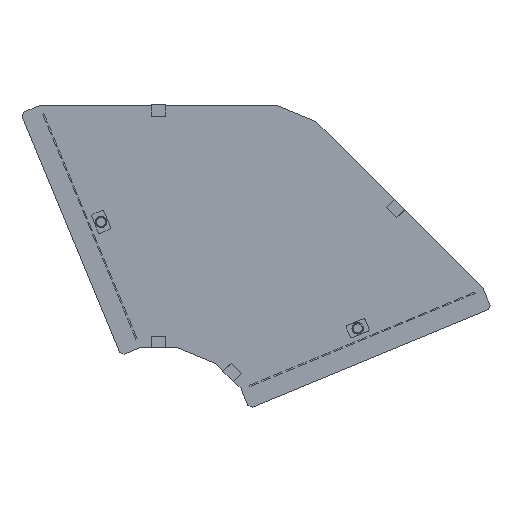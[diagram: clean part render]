
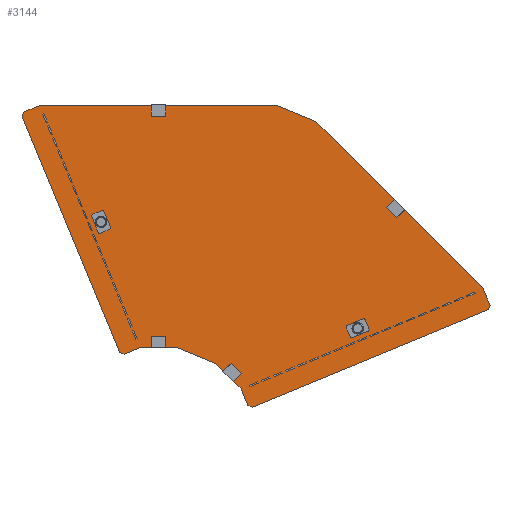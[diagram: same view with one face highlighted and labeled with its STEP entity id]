
A CAD part, top view. The second image highlights one B-rep face of the part: STEP entity #3144.
In plain terms, the highlighted planar face has unit normal (0, 0, 1).
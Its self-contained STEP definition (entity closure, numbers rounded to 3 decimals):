
#194=FACE_OUTER_BOUND('',#350,.T.);
#350=EDGE_LOOP('',(#2465,#2466,#2467,#2468,#2469,#2470,#2471,#2472,#2473,
#2474,#2475,#2476,#2477,#2478,#2479,#2480));
#637=LINE('',#4795,#1097);
#638=LINE('',#4797,#1098);
#639=LINE('',#4799,#1099);
#640=LINE('',#4801,#1100);
#641=LINE('',#4803,#1101);
#642=LINE('',#4805,#1102);
#643=LINE('',#4807,#1103);
#644=LINE('',#4809,#1104);
#645=LINE('',#4811,#1105);
#646=LINE('',#4813,#1106);
#647=LINE('',#4815,#1107);
#648=LINE('',#4817,#1108);
#649=LINE('',#4819,#1109);
#650=LINE('',#4821,#1110);
#651=LINE('',#4823,#1111);
#652=LINE('',#4824,#1112);
#1097=VECTOR('',#3844,1.);
#1098=VECTOR('',#3845,1.);
#1099=VECTOR('',#3846,1.);
#1100=VECTOR('',#3847,1.);
#1101=VECTOR('',#3848,1.);
#1102=VECTOR('',#3849,10.);
#1103=VECTOR('',#3850,1.);
#1104=VECTOR('',#3851,1.);
#1105=VECTOR('',#3852,1.);
#1106=VECTOR('',#3853,1.);
#1107=VECTOR('',#3854,1.);
#1108=VECTOR('',#3855,1.);
#1109=VECTOR('',#3856,1.);
#1110=VECTOR('',#3857,10.);
#1111=VECTOR('',#3858,1.);
#1112=VECTOR('',#3859,1.);
#1557=VERTEX_POINT('',#4793);
#1558=VERTEX_POINT('',#4794);
#1559=VERTEX_POINT('',#4796);
#1560=VERTEX_POINT('',#4798);
#1561=VERTEX_POINT('',#4800);
#1562=VERTEX_POINT('',#4802);
#1563=VERTEX_POINT('',#4804);
#1564=VERTEX_POINT('',#4806);
#1565=VERTEX_POINT('',#4808);
#1566=VERTEX_POINT('',#4810);
#1567=VERTEX_POINT('',#4812);
#1568=VERTEX_POINT('',#4814);
#1569=VERTEX_POINT('',#4816);
#1570=VERTEX_POINT('',#4818);
#1571=VERTEX_POINT('',#4820);
#1572=VERTEX_POINT('',#4822);
#1981=EDGE_CURVE('',#1557,#1558,#637,.T.);
#1982=EDGE_CURVE('',#1557,#1559,#638,.T.);
#1983=EDGE_CURVE('',#1559,#1560,#639,.T.);
#1984=EDGE_CURVE('',#1560,#1561,#640,.T.);
#1985=EDGE_CURVE('',#1562,#1561,#641,.T.);
#1986=EDGE_CURVE('',#1562,#1563,#642,.T.);
#1987=EDGE_CURVE('',#1564,#1563,#643,.F.);
#1988=EDGE_CURVE('',#1564,#1565,#644,.T.);
#1989=EDGE_CURVE('',#1566,#1565,#645,.T.);
#1990=EDGE_CURVE('',#1567,#1566,#646,.T.);
#1991=EDGE_CURVE('',#1567,#1568,#647,.T.);
#1992=EDGE_CURVE('',#1569,#1568,#648,.T.);
#1993=EDGE_CURVE('',#1570,#1569,#649,.T.);
#1994=EDGE_CURVE('',#1571,#1570,#650,.T.);
#1995=EDGE_CURVE('',#1571,#1572,#651,.T.);
#1996=EDGE_CURVE('',#1572,#1558,#652,.T.);
#2465=ORIENTED_EDGE('',*,*,#1981,.F.);
#2466=ORIENTED_EDGE('',*,*,#1982,.T.);
#2467=ORIENTED_EDGE('',*,*,#1983,.T.);
#2468=ORIENTED_EDGE('',*,*,#1984,.T.);
#2469=ORIENTED_EDGE('',*,*,#1985,.F.);
#2470=ORIENTED_EDGE('',*,*,#1986,.T.);
#2471=ORIENTED_EDGE('',*,*,#1987,.F.);
#2472=ORIENTED_EDGE('',*,*,#1988,.T.);
#2473=ORIENTED_EDGE('',*,*,#1989,.F.);
#2474=ORIENTED_EDGE('',*,*,#1990,.F.);
#2475=ORIENTED_EDGE('',*,*,#1991,.T.);
#2476=ORIENTED_EDGE('',*,*,#1992,.F.);
#2477=ORIENTED_EDGE('',*,*,#1993,.F.);
#2478=ORIENTED_EDGE('',*,*,#1994,.F.);
#2479=ORIENTED_EDGE('',*,*,#1995,.T.);
#2480=ORIENTED_EDGE('',*,*,#1996,.T.);
#3000=PLANE('',#3453);
#3144=ADVANCED_FACE('',(#194),#3000,.T.);
#3453=AXIS2_PLACEMENT_3D('',#4792,#3842,#3843);
#3842=DIRECTION('center_axis',(0.,0.,1.));
#3843=DIRECTION('ref_axis',(-0.707,0.707,0.));
#3844=DIRECTION('',(1.,0.,0.));
#3845=DIRECTION('',(-0.924,-0.383,0.));
#3846=DIRECTION('',(-0.383,-0.924,0.));
#3847=DIRECTION('',(0.383,-0.924,0.));
#3848=DIRECTION('',(-0.924,0.383,0.));
#3849=DIRECTION('',(0.924,0.383,0.));
#3850=DIRECTION('',(1.,0.,0.));
#3851=DIRECTION('',(0.924,-0.383,0.));
#3852=DIRECTION('',(-0.707,0.707,0.));
#3853=DIRECTION('',(-0.383,0.924,0.));
#3854=DIRECTION('',(0.924,-0.383,0.));
#3855=DIRECTION('',(-0.924,-0.383,0.));
#3856=DIRECTION('',(-0.383,-0.924,0.));
#3857=DIRECTION('',(0.383,-0.924,0.));
#3858=DIRECTION('',(-0.707,0.707,0.));
#3859=DIRECTION('',(-0.924,0.383,0.));
#4792=CARTESIAN_POINT('Origin',(168.086,60.482,-0.2));
#4793=CARTESIAN_POINT('',(-120.3,476.243,-0.2));
#4794=CARTESIAN_POINT('',(242.278,476.243,-0.2));
#4795=CARTESIAN_POINT('',(-35.755,476.243,-0.2));
#4796=CARTESIAN_POINT('',(-145.799,465.68,-0.2));
#4797=CARTESIAN_POINT('',(-133.049,470.961,-0.2));
#4798=CARTESIAN_POINT('',(-148.505,459.148,-0.2));
#4799=CARTESIAN_POINT('',(-147.152,462.414,-0.2));
#4800=CARTESIAN_POINT('',(1.507,96.987,-0.2));
#4801=CARTESIAN_POINT('',(-73.499,278.067,-0.2));
#4802=CARTESIAN_POINT('',(8.04,94.281,-0.2));
#4803=CARTESIAN_POINT('',(4.774,95.634,-0.2));
#4804=CARTESIAN_POINT('',(33.539,104.843,-0.2));
#4805=CARTESIAN_POINT('',(8.04,94.281,-0.2));
#4806=CARTESIAN_POINT('',(88.439,104.843,-0.2));
#4807=CARTESIAN_POINT('',(-44.715,104.843,-0.2));
#4808=CARTESIAN_POINT('',(148.676,79.892,-0.2));
#4809=CARTESIAN_POINT('',(103.498,98.605,-0.2));
#4810=CARTESIAN_POINT('',(187.496,41.072,-0.2));
#4811=CARTESIAN_POINT('',(154.068,74.5,-0.2));
#4812=CARTESIAN_POINT('',(198.058,15.573,-0.2));
#4813=CARTESIAN_POINT('',(192.777,28.322,-0.2));
#4814=CARTESIAN_POINT('',(204.591,12.867,-0.2));
#4815=CARTESIAN_POINT('',(201.325,14.22,-0.2));
#4816=CARTESIAN_POINT('',(566.752,162.879,-0.2));
#4817=CARTESIAN_POINT('',(385.671,87.873,-0.2));
#4818=CARTESIAN_POINT('',(569.458,169.411,-0.2));
#4819=CARTESIAN_POINT('',(568.105,166.145,-0.2));
#4820=CARTESIAN_POINT('',(558.896,194.911,-0.2));
#4821=CARTESIAN_POINT('',(558.896,194.911,-0.2));
#4822=CARTESIAN_POINT('',(302.515,451.292,-0.2));
#4823=CARTESIAN_POINT('',(362.297,391.51,-0.2));
#4824=CARTESIAN_POINT('',(257.337,470.005,-0.2));
